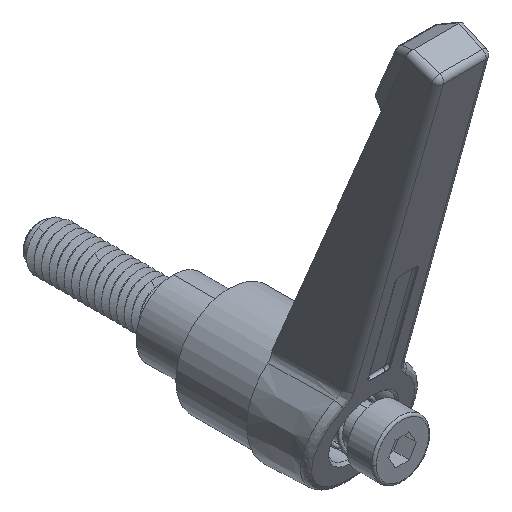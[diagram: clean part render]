
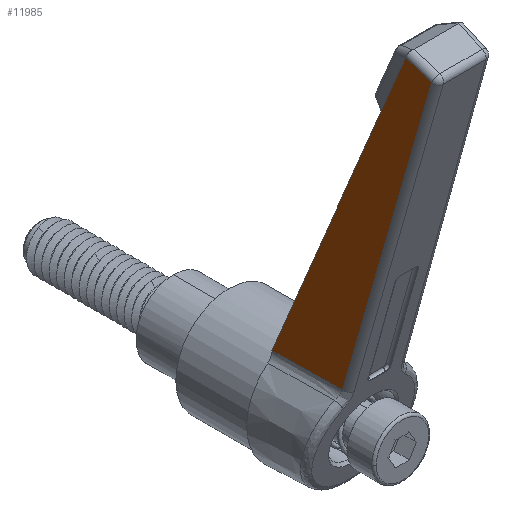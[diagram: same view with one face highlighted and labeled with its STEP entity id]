
A CAD part, isometric view. The second image highlights one B-rep face of the part: STEP entity #11985.
In plain terms, the highlighted planar face has unit normal (-0.999, -0.035, -0.002).
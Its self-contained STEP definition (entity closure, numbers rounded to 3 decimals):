
#9928=DIRECTION('',(0.002,0.,-1.));
#9929=VECTOR('',#9928,0.013);
#9930=CARTESIAN_POINT('',(-4.29,0.,7.1));
#9931=LINE('',#9930,#9929);
#10018=DIRECTION('',(-0.012,0.38,-0.925));
#10019=VECTOR('',#10018,8.265);
#10020=CARTESIAN_POINT('',(-3.759,-17.299,
49.266));
#10021=LINE('',#10020,#10019);
#10022=DIRECTION('',(-0.033,0.933,0.358));
#10023=VECTOR('',#10022,3.572);
#10024=CARTESIAN_POINT('',(-3.641,-20.631,
47.986));
#10025=LINE('',#10024,#10023);
#10026=DIRECTION('',(0.008,-0.271,0.963));
#10027=VECTOR('',#10026,42.642);
#10028=CARTESIAN_POINT('',(-3.972,-9.096,
6.935));
#10029=LINE('',#10028,#10027);
#10030=CARTESIAN_POINT('',(-3.972,-9.096,
6.935));
#10031=CARTESIAN_POINT('',(-3.997,-8.397,
6.947));
#10032=CARTESIAN_POINT('',(-4.047,-6.974,
6.971));
#10033=CARTESIAN_POINT('',(-4.123,-4.775,
7.008));
#10034=CARTESIAN_POINT('',(-4.204,-2.47,
7.046));
#10035=CARTESIAN_POINT('',(-4.261,-0.838,
7.073));
#10036=CARTESIAN_POINT('',(-4.29,0.,
7.087));
#10058=DIRECTION('',(-0.012,0.38,-0.925));
#10059=VECTOR('',#10058,37.314);
#10060=CARTESIAN_POINT('',(-3.856,-14.162,
41.62));
#10061=LINE('',#10060,#10059);
#11348=CARTESIAN_POINT('',(-4.29,0.,7.1));
#11349=VERTEX_POINT('',#11348);
#11352=CARTESIAN_POINT('',(-4.29,0.,
7.087));
#11353=VERTEX_POINT('',#11352);
#11430=CARTESIAN_POINT('',(-3.641,-20.631,
47.986));
#11431=VERTEX_POINT('',#11430);
#11432=CARTESIAN_POINT('',(-3.972,-9.096,
6.935));
#11433=VERTEX_POINT('',#11432);
#11440=CARTESIAN_POINT('',(-3.759,-17.299,
49.266));
#11441=VERTEX_POINT('',#11440);
#11461=CARTESIAN_POINT('',(-3.856,-14.162,
41.62));
#11463=VERTEX_POINT('',#11461);
#11968=CARTESIAN_POINT('',(-3.861,-13.97,
41.152));
#11969=DIRECTION('',(-0.999,-0.035,-0.002));
#11970=DIRECTION('',(-0.002,0.,1.));
#11971=AXIS2_PLACEMENT_3D('',#11968,#11969,#11970);
#11972=PLANE('',#11971);
#11974=ORIENTED_EDGE('',*,*,#11973,.F.);
#11976=ORIENTED_EDGE('',*,*,#11975,.F.);
#11978=ORIENTED_EDGE('',*,*,#11977,.F.);
#11980=ORIENTED_EDGE('',*,*,#11979,.F.);
#11981=ORIENTED_EDGE('',*,*,#11963,.T.);
#11982=ORIENTED_EDGE('',*,*,#11659,.F.);
#11983=EDGE_LOOP('',(#11974,#11976,#11978,#11980,#11981,#11982));
#11984=FACE_OUTER_BOUND('',#11983,.F.);
#11985=ADVANCED_FACE('',(#11984),#11972,.T.);
#10037=B_SPLINE_CURVE_WITH_KNOTS('',3,(#10030,#10031,#10032,#10033,#10034,
#10035,#10036),.UNSPECIFIED.,.F.,.F.,(4,1,1,1,4),(0.,0.25,0.5,0.75,
1.),.UNSPECIFIED.);
#11659=EDGE_CURVE('',#11349,#11353,#9931,.T.);
#11963=EDGE_CURVE('',#11433,#11353,#10037,.T.);
#11973=EDGE_CURVE('',#11463,#11349,#10061,.T.);
#11975=EDGE_CURVE('',#11441,#11463,#10021,.T.);
#11977=EDGE_CURVE('',#11431,#11441,#10025,.T.);
#11979=EDGE_CURVE('',#11433,#11431,#10029,.T.);
